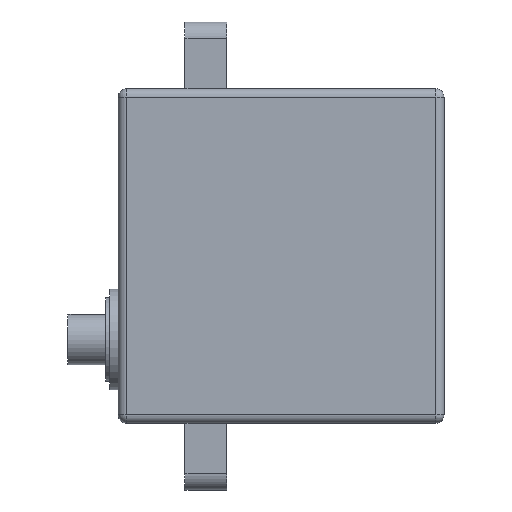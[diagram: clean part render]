
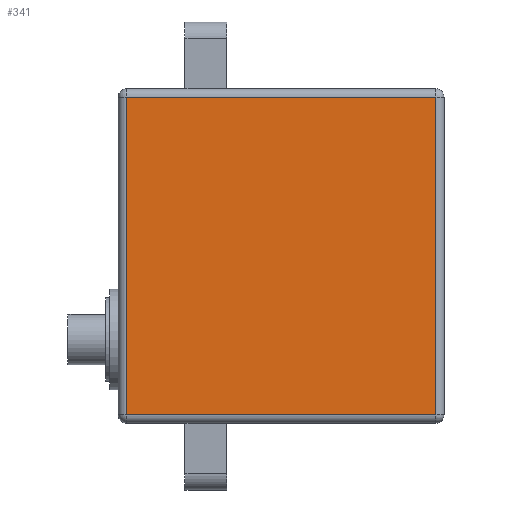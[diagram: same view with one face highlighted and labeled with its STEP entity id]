
A CAD part, left-side view. The second image highlights one B-rep face of the part: STEP entity #341.
In plain terms, the highlighted planar face has unit normal (-1, 0, 0).
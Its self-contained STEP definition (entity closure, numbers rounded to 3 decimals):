
#36 = EDGE_CURVE ( 'NONE', #1058, #89, #304, .T. ) ;
#89 = VERTEX_POINT ( 'NONE', #1724 ) ;
#207 = LINE ( 'NONE', #772, #981 ) ;
#267 = ORIENTED_EDGE ( 'NONE', *, *, #1531, .T. ) ;
#286 = CARTESIAN_POINT ( 'NONE',  ( 0., -18.5, 0. ) ) ;
#304 = LINE ( 'NONE', #859, #1289 ) ;
#341 = ADVANCED_FACE ( 'NONE', ( #1253 ), #1535, .F. ) ;
#361 = DIRECTION ( 'NONE',  ( 0., -1., 0. ) ) ;
#428 = DIRECTION ( 'NONE',  ( 0., 0., 1. ) ) ;
#449 = CARTESIAN_POINT ( 'NONE',  ( 0., -18.5, 29. ) ) ;
#463 = AXIS2_PLACEMENT_3D ( 'NONE', #1243, #1263, #987 ) ;
#512 = EDGE_CURVE ( 'NONE', #812, #1058, #578, .T. ) ;
#578 = LINE ( 'NONE', #286, #835 ) ;
#754 = ORIENTED_EDGE ( 'NONE', *, *, #1309, .T. ) ;
#772 = CARTESIAN_POINT ( 'NONE',  ( 0., 0., -9. ) ) ;
#812 = VERTEX_POINT ( 'NONE', #963 ) ;
#835 = VECTOR ( 'NONE', #428, 1000. ) ;
#859 = CARTESIAN_POINT ( 'NONE',  ( 0., 19.5, 29. ) ) ;
#963 = CARTESIAN_POINT ( 'NONE',  ( 0., -18.5, -9. ) ) ;
#981 = VECTOR ( 'NONE', #361, 1000. ) ;
#987 = DIRECTION ( 'NONE',  ( 0., 0., -1. ) ) ;
#1058 = VERTEX_POINT ( 'NONE', #449 ) ;
#1082 = VERTEX_POINT ( 'NONE', #1407 ) ;
#1203 = ORIENTED_EDGE ( 'NONE', *, *, #36, .T. ) ;
#1243 = CARTESIAN_POINT ( 'NONE',  ( 0., 0., 0. ) ) ;
#1253 = FACE_OUTER_BOUND ( 'NONE', #1464, .T. ) ;
#1263 = DIRECTION ( 'NONE',  ( 1., 0., 0. ) ) ;
#1289 = VECTOR ( 'NONE', #1689, 1000. ) ;
#1300 = LINE ( 'NONE', #1597, #1769 ) ;
#1309 = EDGE_CURVE ( 'NONE', #1082, #812, #207, .T. ) ;
#1407 = CARTESIAN_POINT ( 'NONE',  ( 0., 18.5, -9. ) ) ;
#1452 = DIRECTION ( 'NONE',  ( 0., 0., -1. ) ) ;
#1464 = EDGE_LOOP ( 'NONE', ( #1203, #267, #754, #1715 ) ) ;
#1531 = EDGE_CURVE ( 'NONE', #89, #1082, #1300, .T. ) ;
#1535 = PLANE ( 'NONE',  #463 ) ;
#1597 = CARTESIAN_POINT ( 'NONE',  ( 0., 18.5, 0. ) ) ;
#1689 = DIRECTION ( 'NONE',  ( 0., 1., 0. ) ) ;
#1715 = ORIENTED_EDGE ( 'NONE', *, *, #512, .T. ) ;
#1724 = CARTESIAN_POINT ( 'NONE',  ( 0., 18.5, 29. ) ) ;
#1769 = VECTOR ( 'NONE', #1452, 1000. ) ;
